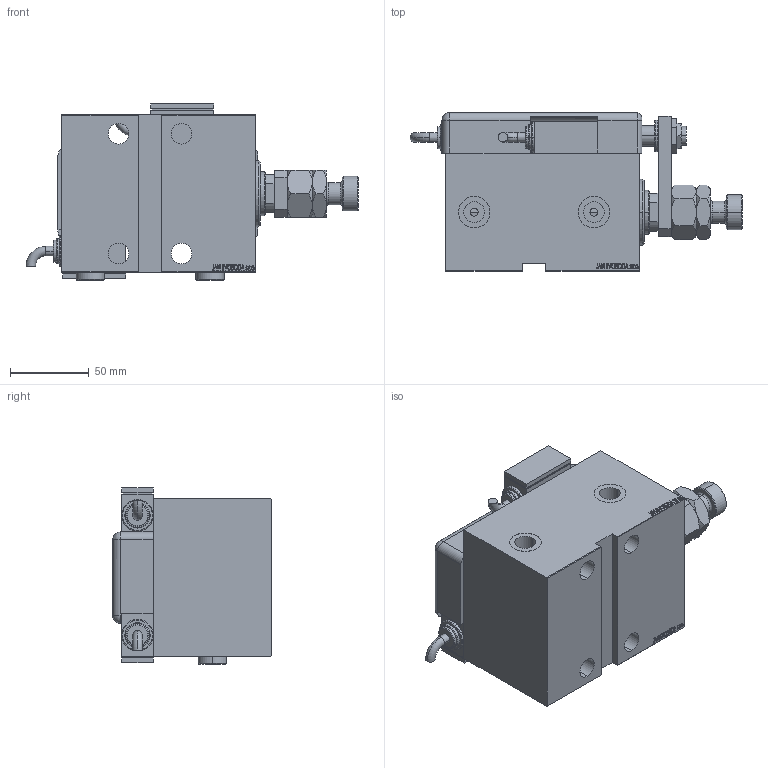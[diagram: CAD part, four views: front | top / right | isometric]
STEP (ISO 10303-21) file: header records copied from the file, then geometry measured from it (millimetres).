
FILE_DESCRIPTION (( 'STEP AP203' ), '1' );
FILE_NAME ('ba6e.STEP', '2024-02-11T08:11:10', ( '' ), ( '' ), 'SwSTEP 2.0', 'SolidWorks 2019', '' );
FILE_SCHEMA (( 'CONFIG_CONTROL_DESIGN' ));
Length unit declared in the file: millimetre
Products named in the file (15): V450CM_VC_B df9f55b3f3236274951a6f1e289bf96a; NUT_D19 df9f55b3f3236274951a6f1e289bf96a; ZARAZKA_Q df9f55b3f3236274951a6f1e289bf96a; NUT_D13 df9f55b3f3236274951a6f1e289bf96a; SWITCH DIM A_G df9f55b3f3236274951a6f1e289bf96a; TYC df9f55b3f3236274951a6f1e289bf96a; Zatka_OIL_PORT df9f55b3f3236274951a6f1e289bf96a; ba6e; V450CM_E_Body df9f55b3f3236274951a6f1e289bf96a; MAGNETIC SWITCH Q df9f55b3f3236274951a6f1e289bf96a; Q_T_W_MFA df9f55b3f3236274951a6f1e289bf96a; KRYT df9f55b3f3236274951a6f1e289bf96a; SWITCH Q df9f55b3f3236274951a6f1e289bf96a; SWITCH_Q_FRONT_BACK df9f55b3f3236274951a6f1e289bf96a; V450CM_E_VCP df9f55b3f3236274951a6f1e289bf96a
Assembly tree (16 placements, depth 3):
  ba6e
    V450CM_E_Body df9f55b3f3236274951a6f1e289bf96a
    V450CM_E_VCP df9f55b3f3236274951a6f1e289bf96a
    V450CM_VC_B df9f55b3f3236274951a6f1e289bf96a
    MAGNETIC SWITCH Q df9f55b3f3236274951a6f1e289bf96a
      SWITCH_Q_FRONT_BACK df9f55b3f3236274951a6f1e289bf96a
      TYC df9f55b3f3236274951a6f1e289bf96a
      ZARAZKA_Q df9f55b3f3236274951a6f1e289bf96a
      SWITCH DIM A_G df9f55b3f3236274951a6f1e289bf96a
      NUT_D19 df9f55b3f3236274951a6f1e289bf96a
      NUT_D13 df9f55b3f3236274951a6f1e289bf96a
      KRYT df9f55b3f3236274951a6f1e289bf96a
      SWITCH Q df9f55b3f3236274951a6f1e289bf96a  x2
    Q_T_W_MFA df9f55b3f3236274951a6f1e289bf96a
    Zatka_OIL_PORT df9f55b3f3236274951a6f1e289bf96a  x2
Bounding box: 210.76 x 100.8 x 111.9 mm (x, y, z)
Volume: 976256.5 mm3; surface area: 189107.1 mm2
Topology: 16 solids, 16 shells, 1348 faces, 3378 edges, 2213 vertices
Faces by surface type: plane 668, bspline 471, cylinder 127, cone 54, torus 26, sphere 2
Entity records: 61819 total; most frequent: CARTESIAN_POINT 32277, ORIENTED_EDGE 6480, DIRECTION 4222, EDGE_CURVE 3240, VERTEX_POINT 2129, VECTOR 1902, LINE 1902, EDGE_LOOP 1467
